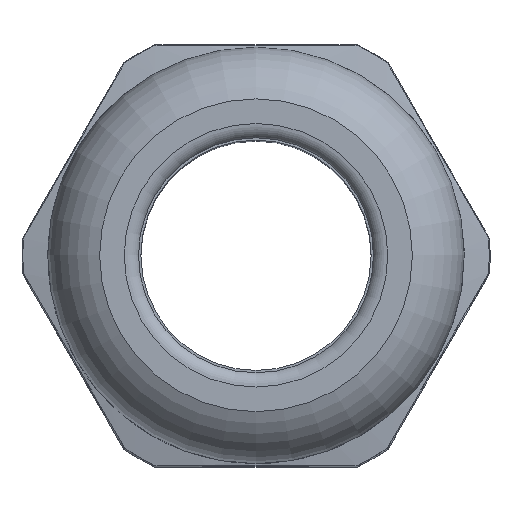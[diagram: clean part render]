
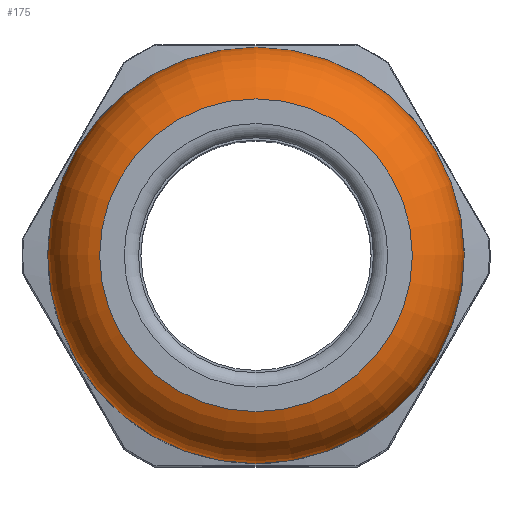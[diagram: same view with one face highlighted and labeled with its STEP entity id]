
A CAD part, top view. The second image highlights one B-rep face of the part: STEP entity #175.
In plain terms, the highlighted toroidal (fillet/blend) face has major radius 6.85 mm and minor radius 4 mm.
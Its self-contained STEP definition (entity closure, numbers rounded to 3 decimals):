
#170=TOROIDAL_SURFACE('',#1890,6.85,4.);
#175=ADVANCED_FACE('',(#274,#275),#170,.T.);
#274=FACE_BOUND('',#323,.T.);
#275=FACE_BOUND('',#324,.T.);
#323=EDGE_LOOP('',(#423));
#324=EDGE_LOOP('',(#424));
#423=ORIENTED_EDGE('',*,*,#845,.F.);
#424=ORIENTED_EDGE('',*,*,#846,.T.);
#736=VERTEX_POINT('',#2570);
#737=VERTEX_POINT('',#2572);
#845=EDGE_CURVE('',#736,#736,#1074,.T.);
#846=EDGE_CURVE('',#737,#737,#1075,.T.);
#1074=CIRCLE('',#1888,10.85);
#1075=CIRCLE('',#1889,8.15);
#1888=AXIS2_PLACEMENT_3D('',#2569,#2129,#2130);
#1889=AXIS2_PLACEMENT_3D('',#2571,#2131,#2132);
#1890=AXIS2_PLACEMENT_3D('',#2573,#2133,#2134);
#2129=DIRECTION('',(0.,0.,-1.));
#2130=DIRECTION('',(0.,1.,0.));
#2131=DIRECTION('',(0.,0.,-1.));
#2132=DIRECTION('',(0.,1.,0.));
#2133=DIRECTION('',(0.,0.,-1.));
#2134=DIRECTION('',(0.,-1.,0.));
#2569=CARTESIAN_POINT('',(0.,0.,20.217));
#2570=CARTESIAN_POINT('',(0.,10.85,20.217));
#2571=CARTESIAN_POINT('',(0.,0.,24.));
#2572=CARTESIAN_POINT('',(0.,8.15,24.));
#2573=CARTESIAN_POINT('',(0.,0.,20.217));
